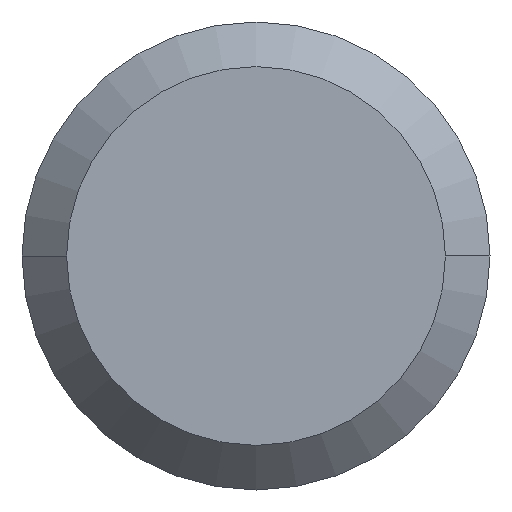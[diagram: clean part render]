
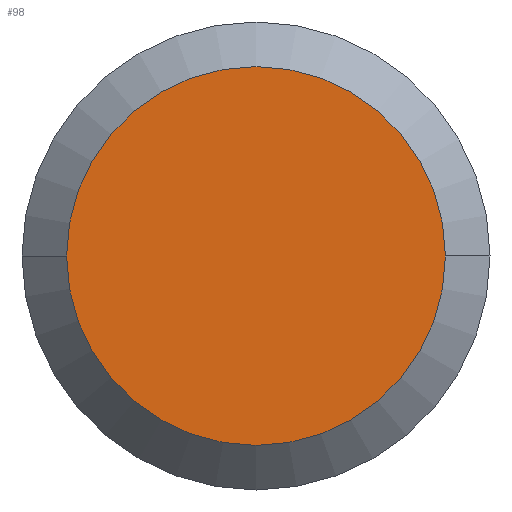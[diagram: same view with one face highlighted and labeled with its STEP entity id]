
A CAD part, left-side view. The second image highlights one B-rep face of the part: STEP entity #98.
In plain terms, the highlighted planar face has unit normal (-1, 0, 0).
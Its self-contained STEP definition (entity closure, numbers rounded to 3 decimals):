
#23 = CARTESIAN_POINT ( 'NONE',  ( 0., 3.238, 0. ) ) ;
#45 = CARTESIAN_POINT ( 'NONE',  ( 0., 0., 0. ) ) ;
#51 = CARTESIAN_POINT ( 'NONE',  ( 0., -3.238, 0. ) ) ;
#69 = CARTESIAN_POINT ( 'NONE',  ( 0., 0., 0. ) ) ;
#75 = CIRCLE ( 'NONE', #348, 3.238 ) ;
#98 = ADVANCED_FACE ( 'NONE', ( #334 ), #402, .T. ) ;
#109 = ORIENTED_EDGE ( 'NONE', *, *, #309, .F. ) ;
#149 = DIRECTION ( 'NONE',  ( 1., 0., 0. ) ) ;
#161 = ORIENTED_EDGE ( 'NONE', *, *, #234, .F. ) ;
#163 = DIRECTION ( 'NONE',  ( 1., 0., 0. ) ) ;
#185 = CARTESIAN_POINT ( 'NONE',  ( 0., 0., 0. ) ) ;
#225 = EDGE_LOOP ( 'NONE', ( #161, #109 ) ) ;
#232 = VERTEX_POINT ( 'NONE', #23 ) ;
#234 = EDGE_CURVE ( 'NONE', #232, #335, #75, .T. ) ;
#261 = DIRECTION ( 'NONE',  ( 0., 1., 0. ) ) ;
#273 = DIRECTION ( 'NONE',  ( -1., 0., 0. ) ) ;
#284 = AXIS2_PLACEMENT_3D ( 'NONE', #45, #273, #400 ) ;
#306 = AXIS2_PLACEMENT_3D ( 'NONE', #69, #163, #261 ) ;
#309 = EDGE_CURVE ( 'NONE', #335, #232, #347, .T. ) ;
#334 = FACE_OUTER_BOUND ( 'NONE', #225, .T. ) ;
#335 = VERTEX_POINT ( 'NONE', #51 ) ;
#347 = CIRCLE ( 'NONE', #306, 3.238 ) ;
#348 = AXIS2_PLACEMENT_3D ( 'NONE', #185, #149, #410 ) ;
#400 = DIRECTION ( 'NONE',  ( 0., -1., 0. ) ) ;
#402 = PLANE ( 'NONE',  #284 ) ;
#410 = DIRECTION ( 'NONE',  ( 0., 1., 0. ) ) ;
